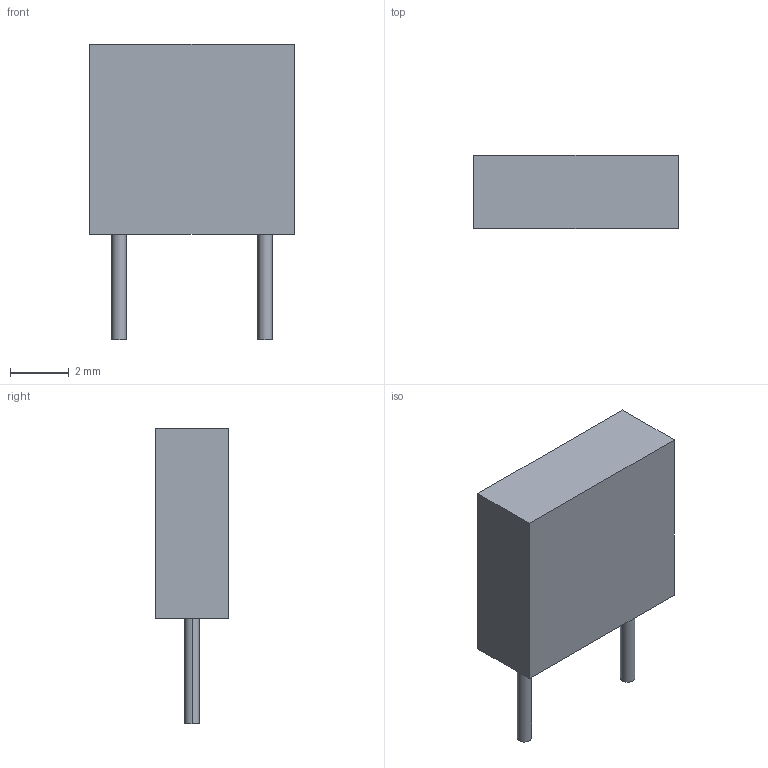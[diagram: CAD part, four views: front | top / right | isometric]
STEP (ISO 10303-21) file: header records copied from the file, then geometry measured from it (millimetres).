
FILE_DESCRIPTION (( 'STEP AP214' ), '1' );
FILE_NAME ('C_Rect_L7.0mm_W2.5mm_P5.00mm.STEP', '2019-08-22T13:36:37', ( '' ), ( '' ), 'SwSTEP 2.0', 'SolidWorks 2018', '' );
FILE_SCHEMA (( 'AUTOMOTIVE_DESIGN' ));
Length unit declared in the file: millimetre
Products named in the file (1): C_Rect_L7.0mm_W2.5mm_P5.00mm
Bounding box: 7 x 2.5 x 10.1 mm (x, y, z)
Volume: 115.2 mm3; surface area: 169.8 mm2
Topology: 1 solids, 1 shells, 12 faces, 24 edges, 16 vertices
Faces by surface type: plane 8, cylinder 4
Entity records: 482 total; most frequent: DIRECTION 58, CARTESIAN_POINT 53, ORIENTED_EDGE 48, EDGE_CURVE 24, AXIS2_PLACEMENT_3D 21, LINE 16, VERTEX_POINT 16, VECTOR 16
